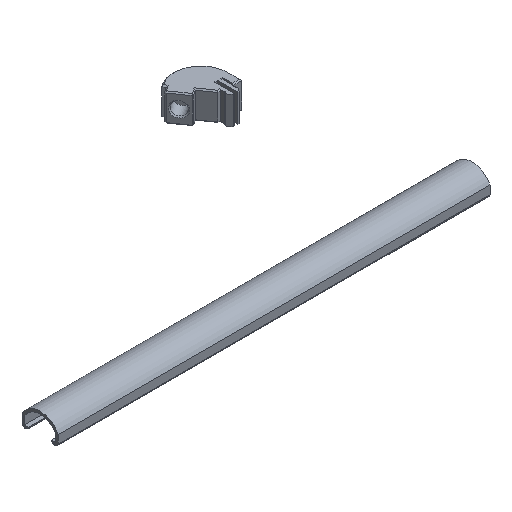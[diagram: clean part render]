
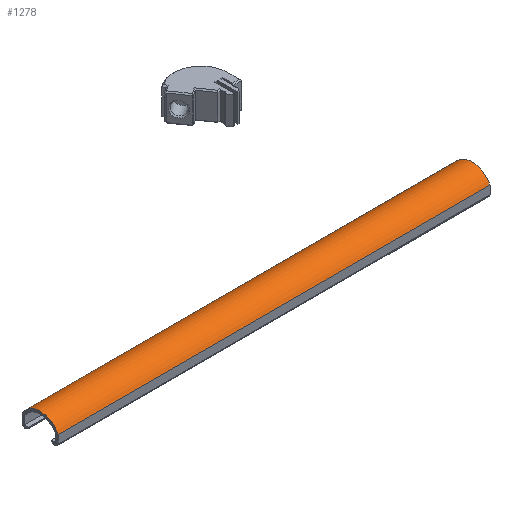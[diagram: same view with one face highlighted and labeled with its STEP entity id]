
A CAD part, isometric view. The second image highlights one B-rep face of the part: STEP entity #1278.
In plain terms, the highlighted cylindrical face has radius 7.281 mm (diameter 14.563 mm), a partial arc.
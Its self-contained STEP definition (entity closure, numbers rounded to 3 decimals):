
#29=CYLINDRICAL_SURFACE('',#1380,7.281);
#50=CIRCLE('',#1381,7.281);
#51=CIRCLE('',#1382,7.281);
#121=FACE_OUTER_BOUND('',#194,.T.);
#194=EDGE_LOOP('',(#1118,#1119,#1120,#1121));
#346=LINE('',#2081,#499);
#348=LINE('',#2087,#501);
#499=VECTOR('',#1702,10.);
#501=VECTOR('',#1708,10.);
#610=VERTEX_POINT('',#2078);
#611=VERTEX_POINT('',#2080);
#612=VERTEX_POINT('',#2084);
#613=VERTEX_POINT('',#2086);
#784=EDGE_CURVE('',#611,#610,#346,.T.);
#786=EDGE_CURVE('',#610,#612,#50,.T.);
#787=EDGE_CURVE('',#613,#612,#348,.T.);
#788=EDGE_CURVE('',#611,#613,#51,.T.);
#1118=ORIENTED_EDGE('',*,*,#786,.T.);
#1119=ORIENTED_EDGE('',*,*,#787,.F.);
#1120=ORIENTED_EDGE('',*,*,#788,.F.);
#1121=ORIENTED_EDGE('',*,*,#784,.T.);
#1278=ADVANCED_FACE('',(#121),#29,.T.);
#1380=AXIS2_PLACEMENT_3D('',#2083,#1704,#1705);
#1381=AXIS2_PLACEMENT_3D('',#2085,#1706,#1707);
#1382=AXIS2_PLACEMENT_3D('',#2088,#1709,#1710);
#1702=DIRECTION('',(-1.,0.,0.));
#1704=DIRECTION('center_axis',(-1.,0.,0.));
#1705=DIRECTION('ref_axis',(0.,0.893,0.451));
#1706=DIRECTION('center_axis',(1.,0.,0.));
#1707=DIRECTION('ref_axis',(0.,0.893,0.451));
#1708=DIRECTION('',(-1.,0.,0.));
#1709=DIRECTION('center_axis',(1.,0.,0.));
#1710=DIRECTION('ref_axis',(0.,0.893,0.451));
#2078=CARTESIAN_POINT('',(-130.,-49.,3.));
#2080=CARTESIAN_POINT('',(25.,-49.,3.));
#2081=CARTESIAN_POINT('',(25.,-49.,3.));
#2083=CARTESIAN_POINT('Origin',(25.,-55.5,-0.281));
#2084=CARTESIAN_POINT('',(-130.,-62.,3.));
#2085=CARTESIAN_POINT('Origin',(-130.,-55.5,-0.281));
#2086=CARTESIAN_POINT('',(25.,-62.,3.));
#2087=CARTESIAN_POINT('',(25.,-62.,3.));
#2088=CARTESIAN_POINT('Origin',(25.,-55.5,-0.281));
